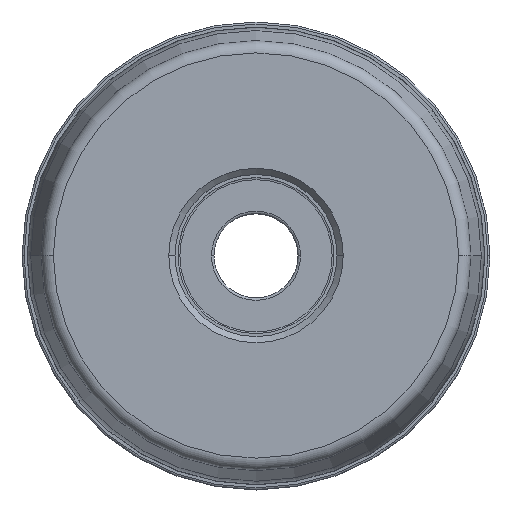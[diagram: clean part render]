
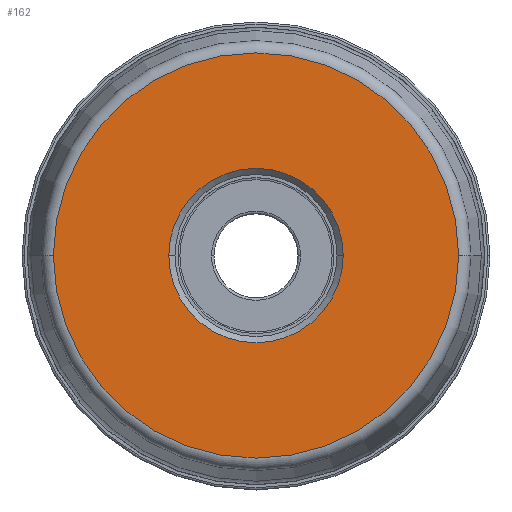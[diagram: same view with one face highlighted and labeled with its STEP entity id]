
A CAD part, top view. The second image highlights one B-rep face of the part: STEP entity #162.
In plain terms, the highlighted planar face has unit normal (0, 0, 1).
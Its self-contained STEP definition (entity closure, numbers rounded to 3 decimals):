
#83=PLANE('',#1818);
#97=FACE_BOUND('',#374,.T.);
#98=FACE_BOUND('',#375,.T.);
#162=ADVANCED_FACE('',(#97,#98),#83,.F.);
#374=EDGE_LOOP('',(#698,#699,#700,#701));
#375=EDGE_LOOP('',(#702,#703));
#698=ORIENTED_EDGE('',*,*,#1123,.T.);
#699=ORIENTED_EDGE('',*,*,#1128,.T.);
#700=ORIENTED_EDGE('',*,*,#1127,.F.);
#701=ORIENTED_EDGE('',*,*,#1124,.T.);
#702=ORIENTED_EDGE('',*,*,#1129,.T.);
#703=ORIENTED_EDGE('',*,*,#1130,.T.);
#934=VERTEX_POINT('',#2834);
#935=VERTEX_POINT('',#2835);
#936=VERTEX_POINT('',#2837);
#937=VERTEX_POINT('',#2842);
#938=VERTEX_POINT('',#2846);
#939=VERTEX_POINT('',#2847);
#1123=EDGE_CURVE('',#934,#935,#1331,.T.);
#1124=EDGE_CURVE('',#936,#934,#1332,.T.);
#1127=EDGE_CURVE('',#936,#937,#1335,.T.);
#1128=EDGE_CURVE('',#935,#937,#1336,.T.);
#1129=EDGE_CURVE('',#938,#939,#1337,.T.);
#1130=EDGE_CURVE('',#939,#938,#1338,.T.);
#1331=CIRCLE('',#1808,33.);
#1332=CIRCLE('',#1809,33.);
#1335=CIRCLE('',#1813,33.);
#1336=CIRCLE('',#1814,33.);
#1337=CIRCLE('',#1816,14.2);
#1338=CIRCLE('',#1817,14.2);
#1808=AXIS2_PLACEMENT_3D('',#2833,#2322,#2323);
#1809=AXIS2_PLACEMENT_3D('',#2836,#2324,#2325);
#1813=AXIS2_PLACEMENT_3D('',#2841,#2332,#2333);
#1814=AXIS2_PLACEMENT_3D('',#2843,#2334,#2335);
#1816=AXIS2_PLACEMENT_3D('',#2845,#2338,#2339);
#1817=AXIS2_PLACEMENT_3D('',#2848,#2340,#2341);
#1818=AXIS2_PLACEMENT_3D('',#2849,#2342,#2343);
#2322=DIRECTION('',(0.,0.,1.));
#2323=DIRECTION('',(-1.,0.,0.));
#2324=DIRECTION('',(0.,0.,1.));
#2325=DIRECTION('',(-1.,0.,0.));
#2332=DIRECTION('',(0.,0.,-1.));
#2333=DIRECTION('',(1.,0.,0.));
#2334=DIRECTION('',(0.,0.,1.));
#2335=DIRECTION('',(1.,0.,0.));
#2338=DIRECTION('',(0.,0.,-1.));
#2339=DIRECTION('',(-1.,0.,0.));
#2340=DIRECTION('',(0.,0.,-1.));
#2341=DIRECTION('',(1.,0.,0.));
#2342=DIRECTION('',(0.,0.,-1.));
#2343=DIRECTION('',(1.,0.,0.));
#2833=CARTESIAN_POINT('',(0.,0.,0.));
#2834=CARTESIAN_POINT('',(-33.,-0.015,0.));
#2835=CARTESIAN_POINT('',(33.,0.,0.));
#2836=CARTESIAN_POINT('',(0.,0.,0.));
#2837=CARTESIAN_POINT('',(-33.,0.,0.));
#2841=CARTESIAN_POINT('',(0.,0.,0.));
#2842=CARTESIAN_POINT('',(33.,0.015,0.));
#2843=CARTESIAN_POINT('',(0.,0.,0.));
#2845=CARTESIAN_POINT('',(0.,0.,0.));
#2846=CARTESIAN_POINT('',(-14.2,0.,0.));
#2847=CARTESIAN_POINT('',(14.2,0.,0.));
#2848=CARTESIAN_POINT('',(0.,0.,0.));
#2849=CARTESIAN_POINT('',(0.,0.,0.));
